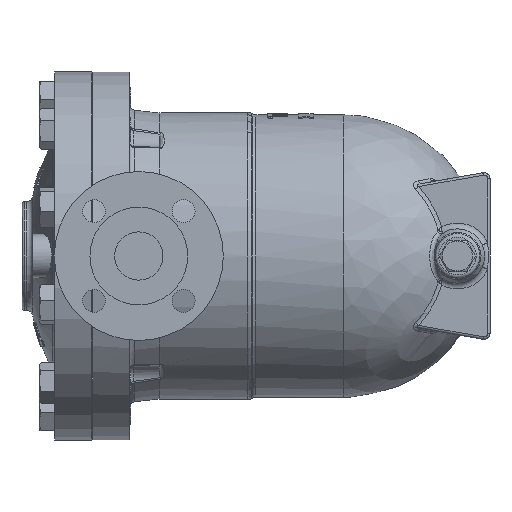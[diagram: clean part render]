
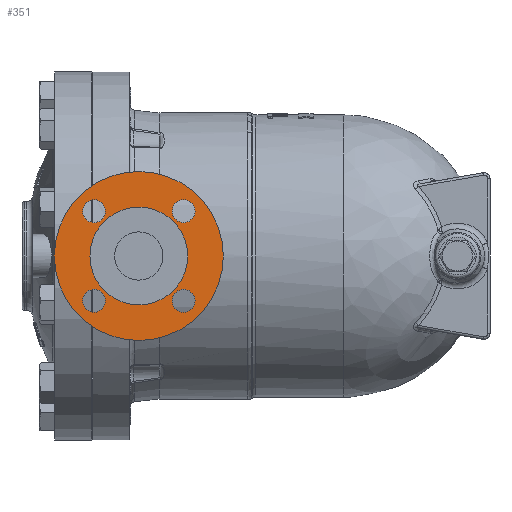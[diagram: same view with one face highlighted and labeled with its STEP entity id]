
A CAD part, left-side view. The second image highlights one B-rep face of the part: STEP entity #351.
In plain terms, the highlighted planar face has unit normal (-1, 0, 0).
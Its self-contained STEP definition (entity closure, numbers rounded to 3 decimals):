
#165=CARTESIAN_POINT('',(-229.,32.,0.0));
#166=VERTEX_POINT('',#165);
#167=CARTESIAN_POINT('',(-229.0,-38.,0.0));
#168=DIRECTION('',(1.0,0.0,0.0));
#169=DIRECTION('',(0.0,1.0,0.0));
#170=AXIS2_PLACEMENT_3D('',#167,#168,#169);
#171=CIRCLE('',#170,70.);
#172=EDGE_CURVE('',#166,#166,#171,.T.);
#228=CARTESIAN_POINT('',(-229.,-84.623,-37.123));
#229=VERTEX_POINT('',#228);
#230=CARTESIAN_POINT('',(-229.,-75.123,-37.123));
#231=DIRECTION('',(1.0,0.0,0.0));
#232=DIRECTION('',(0.0,-1.0,0.0));
#233=AXIS2_PLACEMENT_3D('',#230,#231,#232);
#234=CIRCLE('',#233,9.5);
#235=EDGE_CURVE('',#229,#229,#234,.T.);
#248=CARTESIAN_POINT('',(-229.,-75.123,46.623));
#249=VERTEX_POINT('',#248);
#250=CARTESIAN_POINT('',(-229.,-75.123,37.123));
#251=DIRECTION('',(1.0,0.0,0.0));
#252=DIRECTION('',(0.0,0.0,1.0));
#253=AXIS2_PLACEMENT_3D('',#250,#251,#252);
#254=CIRCLE('',#253,9.5);
#255=EDGE_CURVE('',#249,#249,#254,.T.);
#268=CARTESIAN_POINT('',(-229.,8.623,37.123));
#269=VERTEX_POINT('',#268);
#270=CARTESIAN_POINT('',(-229.,-0.877,37.123));
#271=DIRECTION('',(1.0,0.0,0.0));
#272=DIRECTION('',(0.0,1.0,0.0));
#273=AXIS2_PLACEMENT_3D('',#270,#271,#272);
#274=CIRCLE('',#273,9.5);
#275=EDGE_CURVE('',#269,#269,#274,.T.);
#288=CARTESIAN_POINT('',(-229.,-0.877,-46.623));
#289=VERTEX_POINT('',#288);
#290=CARTESIAN_POINT('',(-229.,-0.877,-37.123));
#291=DIRECTION('',(1.0,0.0,0.0));
#292=DIRECTION('',(0.0,0.0,-1.0));
#293=AXIS2_PLACEMENT_3D('',#290,#291,#292);
#294=CIRCLE('',#293,9.5);
#295=EDGE_CURVE('',#289,#289,#294,.T.);
#320=CARTESIAN_POINT('',(-229.,17.25,0.0));
#321=DIRECTION('',(1.0,0.0,0.0));
#322=DIRECTION('',(0.0,0.0,-1.0));
#323=AXIS2_PLACEMENT_3D('',#320,#321,#322);
#324=PLANE('',#323);
#325=ORIENTED_EDGE('',*,*,#172,.F.);
#326=EDGE_LOOP('',(#325));
#327=FACE_OUTER_BOUND('',#326,.T.);
#328=ORIENTED_EDGE('',*,*,#235,.T.);
#329=EDGE_LOOP('',(#328));
#330=FACE_BOUND('',#329,.T.);
#331=ORIENTED_EDGE('',*,*,#255,.T.);
#332=EDGE_LOOP('',(#331));
#333=FACE_BOUND('',#332,.T.);
#334=ORIENTED_EDGE('',*,*,#275,.T.);
#335=EDGE_LOOP('',(#334));
#336=FACE_BOUND('',#335,.T.);
#337=ORIENTED_EDGE('',*,*,#295,.T.);
#338=EDGE_LOOP('',(#337));
#339=FACE_BOUND('',#338,.T.);
#340=CARTESIAN_POINT('',(-229.,2.5,0.0));
#341=VERTEX_POINT('',#340);
#342=CARTESIAN_POINT('',(-229.0,-38.,0.0));
#343=DIRECTION('',(1.0,0.0,0.0));
#344=DIRECTION('',(0.0,1.0,0.0));
#345=AXIS2_PLACEMENT_3D('',#342,#343,#344);
#346=CIRCLE('',#345,40.5);
#347=EDGE_CURVE('',#341,#341,#346,.T.);
#348=ORIENTED_EDGE('',*,*,#347,.T.);
#349=EDGE_LOOP('',(#348));
#350=FACE_BOUND('',#349,.T.);
#351=ADVANCED_FACE('',(#327,#330,#333,#336,#339,#350),#324,.F.);
